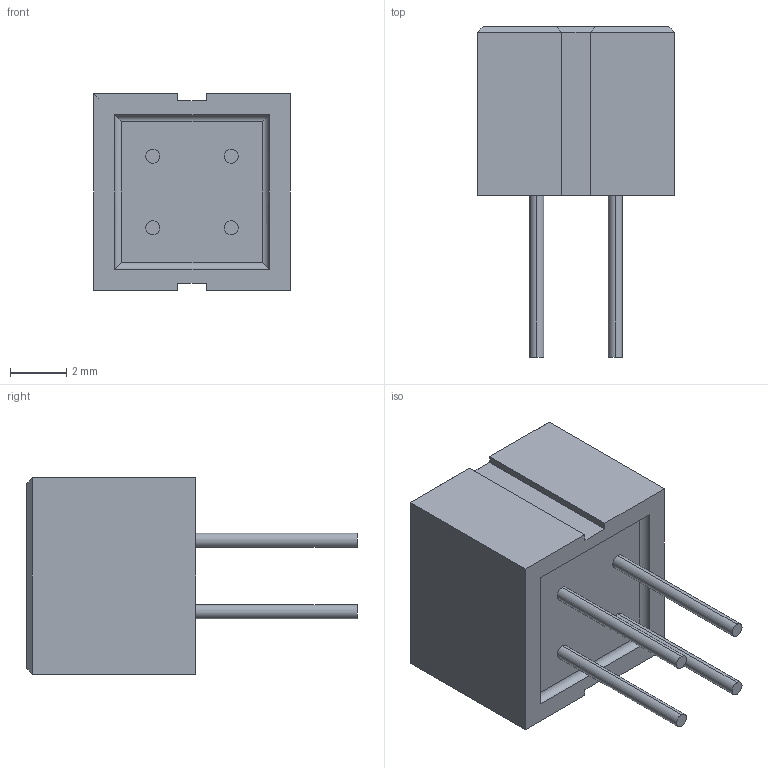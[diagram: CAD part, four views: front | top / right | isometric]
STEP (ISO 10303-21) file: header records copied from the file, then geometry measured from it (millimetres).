
FILE_DESCRIPTION (( 'STEP AP214' ), '1' );
FILE_NAME ('CNY70.STEP', '2014-06-29T18:38:43', ( '' ), ( '' ), 'SwSTEP 2.0', 'SolidWorks 2013', '' );
FILE_SCHEMA (( 'AUTOMOTIVE_DESIGN' ));
Length unit declared in the file: millimetre
Products named in the file (1): CNY70
Bounding box: 7 x 11.75 x 7 mm (x, y, z)
Volume: 262.6 mm3; surface area: 326.3 mm2
Topology: 1 solids, 1 shells, 58 faces, 128 edges, 80 vertices
Faces by surface type: plane 42, cylinder 16
Entity records: 1756 total; most frequent: CARTESIAN_POINT 279, DIRECTION 266, ORIENTED_EDGE 256, EDGE_CURVE 128, VECTOR 100, LINE 100, AXIS2_PLACEMENT_3D 83, VERTEX_POINT 80
